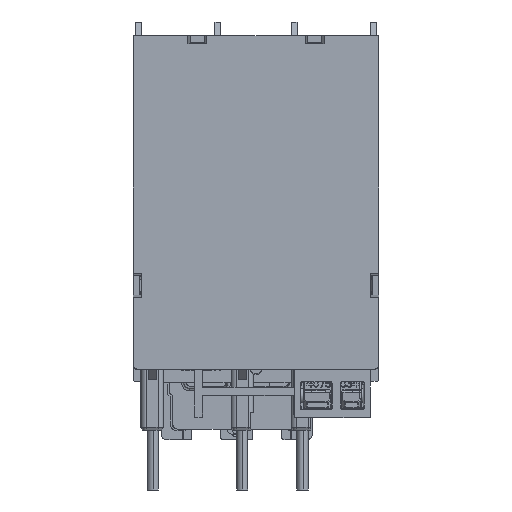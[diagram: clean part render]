
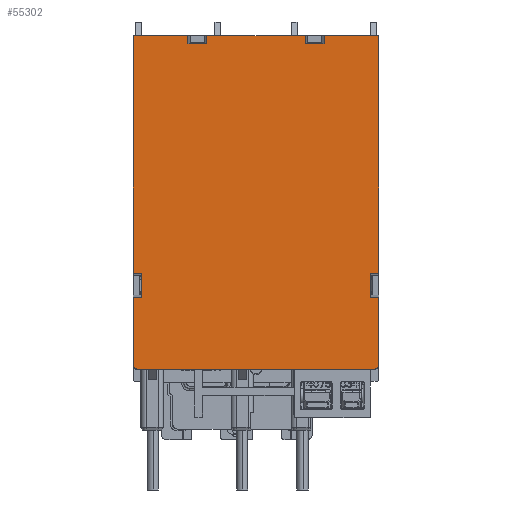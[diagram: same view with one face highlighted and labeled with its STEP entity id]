
A CAD part, front view. The second image highlights one B-rep face of the part: STEP entity #55302.
In plain terms, the highlighted planar face has unit normal (0, -1, 0).
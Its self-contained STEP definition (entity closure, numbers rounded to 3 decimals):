
#49585=DIRECTION('',(1.,0.,0.));
#49586=VECTOR('',#49585,1.461);
#49587=CARTESIAN_POINT('',(-22.361,0.,-47.695));
#49588=LINE('',#49587,#49586);
#49589=DIRECTION('',(0.,0.,-1.));
#49590=VECTOR('',#49589,4.39);
#49591=CARTESIAN_POINT('',(-20.9,0.,-43.305));
#49592=LINE('',#49591,#49590);
#49593=DIRECTION('',(1.,0.,0.));
#49594=VECTOR('',#49593,1.461);
#49595=CARTESIAN_POINT('',(-22.361,0.,-43.305));
#49596=LINE('',#49595,#49594);
#49597=DIRECTION('',(0.,0.,1.));
#49598=VECTOR('',#49597,43.305);
#49599=CARTESIAN_POINT('',(-22.361,0.,-43.305));
#49600=LINE('',#49599,#49598);
#49601=DIRECTION('',(1.,0.,0.));
#49602=VECTOR('',#49601,9.957);
#49603=CARTESIAN_POINT('',(-22.361,0.,0.));
#49604=LINE('',#49603,#49602);
#49605=DIRECTION('',(0.,0.,-1.));
#49606=VECTOR('',#49605,1.5);
#49607=CARTESIAN_POINT('',(-12.404,0.,0.));
#49608=LINE('',#49607,#49606);
#49609=DIRECTION('',(-1.,0.,0.));
#49610=VECTOR('',#49609,3.407);
#49611=CARTESIAN_POINT('',(-8.996,0.,-1.5));
#49612=LINE('',#49611,#49610);
#49613=DIRECTION('',(0.,0.,-1.));
#49614=VECTOR('',#49613,1.5);
#49615=CARTESIAN_POINT('',(-8.996,0.,0.));
#49616=LINE('',#49615,#49614);
#49617=DIRECTION('',(1.,0.,0.));
#49618=VECTOR('',#49617,17.993);
#49619=CARTESIAN_POINT('',(-8.996,0.,0.));
#49620=LINE('',#49619,#49618);
#49621=DIRECTION('',(0.,0.,-1.));
#49622=VECTOR('',#49621,1.5);
#49623=CARTESIAN_POINT('',(8.996,0.,0.));
#49624=LINE('',#49623,#49622);
#49625=DIRECTION('',(-1.,0.,0.));
#49626=VECTOR('',#49625,3.407);
#49627=CARTESIAN_POINT('',(12.404,0.,-1.5));
#49628=LINE('',#49627,#49626);
#49629=DIRECTION('',(0.,0.,-1.));
#49630=VECTOR('',#49629,1.5);
#49631=CARTESIAN_POINT('',(12.404,0.,0.));
#49632=LINE('',#49631,#49630);
#49633=DIRECTION('',(1.,0.,0.));
#49634=VECTOR('',#49633,9.957);
#49635=CARTESIAN_POINT('',(12.404,0.,0.));
#49636=LINE('',#49635,#49634);
#49637=DIRECTION('',(0.,0.,-1.));
#49638=VECTOR('',#49637,43.305);
#49639=CARTESIAN_POINT('',(22.361,0.,0.));
#49640=LINE('',#49639,#49638);
#49641=DIRECTION('',(-1.,0.,0.));
#49642=VECTOR('',#49641,1.461);
#49643=CARTESIAN_POINT('',(22.361,0.,-43.305));
#49644=LINE('',#49643,#49642);
#49645=DIRECTION('',(0.,0.,-1.));
#49646=VECTOR('',#49645,4.39);
#49647=CARTESIAN_POINT('',(20.9,0.,-43.305));
#49648=LINE('',#49647,#49646);
#49649=DIRECTION('',(-1.,0.,0.));
#49650=VECTOR('',#49649,1.461);
#49651=CARTESIAN_POINT('',(22.361,0.,-47.695));
#49652=LINE('',#49651,#49650);
#49653=DIRECTION('',(0.,0.,-1.));
#49654=VECTOR('',#49653,12.316);
#49655=CARTESIAN_POINT('',(22.361,0.,-47.695));
#49656=LINE('',#49655,#49654);
#49674=CARTESIAN_POINT('',(21.561,0.,-60.811));
#49675=CARTESIAN_POINT('',(21.594,0.,-60.811));
#49676=CARTESIAN_POINT('',(21.657,0.,-60.807));
#49677=CARTESIAN_POINT('',(21.77,0.,-60.786));
#49678=CARTESIAN_POINT('',(21.893,0.,-60.743));
#49679=CARTESIAN_POINT('',(22.021,0.,-60.671));
#49680=CARTESIAN_POINT('',(22.129,0.,-60.579));
#49681=CARTESIAN_POINT('',(22.221,0.,-60.471));
#49682=CARTESIAN_POINT('',(22.293,0.,-60.343));
#49683=CARTESIAN_POINT('',(22.336,0.,-60.22));
#49684=CARTESIAN_POINT('',(22.357,0.,-60.107));
#49685=CARTESIAN_POINT('',(22.361,0.,-60.044));
#49686=CARTESIAN_POINT('',(22.361,0.,-60.011));
#50320=DIRECTION('',(0.,0.,-1.));
#50321=VECTOR('',#50320,12.316);
#50322=CARTESIAN_POINT('',(-22.361,0.,-47.695));
#50323=LINE('',#50322,#50321);
#52099=CARTESIAN_POINT('',(-22.361,0.,-60.011));
#52100=CARTESIAN_POINT('',(-22.361,0.,-60.044));
#52101=CARTESIAN_POINT('',(-22.357,0.,-60.107));
#52102=CARTESIAN_POINT('',(-22.336,0.,-60.22));
#52103=CARTESIAN_POINT('',(-22.293,0.,-60.343));
#52104=CARTESIAN_POINT('',(-22.221,0.,-60.471));
#52105=CARTESIAN_POINT('',(-22.129,0.,-60.579));
#52106=CARTESIAN_POINT('',(-22.021,0.,-60.671));
#52107=CARTESIAN_POINT('',(-21.893,0.,-60.743));
#52108=CARTESIAN_POINT('',(-21.77,0.,-60.786));
#52109=CARTESIAN_POINT('',(-21.657,0.,-60.807));
#52110=CARTESIAN_POINT('',(-21.594,0.,-60.811));
#52111=CARTESIAN_POINT('',(-21.561,0.,-60.811));
#52129=DIRECTION('',(-1.,0.,0.));
#52130=VECTOR('',#52129,43.122);
#52131=CARTESIAN_POINT('',(21.561,0.,-60.811));
#52132=LINE('',#52131,#52130);
#54590=CARTESIAN_POINT('',(20.9,0.,-43.305));
#54591=CARTESIAN_POINT('',(20.9,0.,-47.695));
#54592=VERTEX_POINT('',#54590);
#54593=VERTEX_POINT('',#54591);
#54598=CARTESIAN_POINT('',(-20.9,0.,-43.305));
#54599=CARTESIAN_POINT('',(-20.9,0.,-47.695));
#54600=VERTEX_POINT('',#54598);
#54601=VERTEX_POINT('',#54599);
#54631=CARTESIAN_POINT('',(-8.996,0.,0.));
#54633=VERTEX_POINT('',#54631);
#54635=CARTESIAN_POINT('',(-12.404,0.,0.));
#54637=VERTEX_POINT('',#54635);
#54639=CARTESIAN_POINT('',(12.404,0.,0.));
#54641=VERTEX_POINT('',#54639);
#54643=CARTESIAN_POINT('',(8.996,0.,0.));
#54645=VERTEX_POINT('',#54643);
#54658=CARTESIAN_POINT('',(-8.996,0.,-1.5));
#54659=VERTEX_POINT('',#54658);
#54660=CARTESIAN_POINT('',(-12.404,0.,-1.5));
#54661=VERTEX_POINT('',#54660);
#54662=CARTESIAN_POINT('',(12.404,0.,-1.5));
#54663=VERTEX_POINT('',#54662);
#54664=CARTESIAN_POINT('',(8.996,0.,-1.5));
#54665=VERTEX_POINT('',#54664);
#54786=CARTESIAN_POINT('',(22.361,0.,-43.305));
#54788=VERTEX_POINT('',#54786);
#54790=CARTESIAN_POINT('',(22.361,0.,-47.695));
#54792=VERTEX_POINT('',#54790);
#54794=CARTESIAN_POINT('',(-22.361,0.,-43.305));
#54796=VERTEX_POINT('',#54794);
#54798=CARTESIAN_POINT('',(-22.361,0.,-47.695));
#54800=VERTEX_POINT('',#54798);
#54936=CARTESIAN_POINT('',(22.361,0.,-60.011));
#54938=VERTEX_POINT('',#54936);
#54940=CARTESIAN_POINT('',(21.561,0.,-60.811));
#54942=VERTEX_POINT('',#54940);
#54944=CARTESIAN_POINT('',(-21.561,0.,-60.811));
#54946=VERTEX_POINT('',#54944);
#54948=CARTESIAN_POINT('',(-22.361,0.,-60.011));
#54950=VERTEX_POINT('',#54948);
#55028=CARTESIAN_POINT('',(-22.361,0.,0.));
#55030=VERTEX_POINT('',#55028);
#55032=CARTESIAN_POINT('',(22.361,0.,0.));
#55034=VERTEX_POINT('',#55032);
#55251=CARTESIAN_POINT('',(0.,0.,0.));
#55252=DIRECTION('',(0.,1.,0.));
#55253=DIRECTION('',(1.,0.,0.));
#55254=AXIS2_PLACEMENT_3D('',#55251,#55252,#55253);
#55255=PLANE('',#55254);
#55257=ORIENTED_EDGE('',*,*,#55256,.F.);
#55259=ORIENTED_EDGE('',*,*,#55258,.T.);
#55261=ORIENTED_EDGE('',*,*,#55260,.F.);
#55263=ORIENTED_EDGE('',*,*,#55262,.F.);
#55265=ORIENTED_EDGE('',*,*,#55264,.T.);
#55267=ORIENTED_EDGE('',*,*,#55266,.F.);
#55269=ORIENTED_EDGE('',*,*,#55268,.F.);
#55271=ORIENTED_EDGE('',*,*,#55270,.T.);
#55273=ORIENTED_EDGE('',*,*,#55272,.T.);
#55275=ORIENTED_EDGE('',*,*,#55274,.T.);
#55277=ORIENTED_EDGE('',*,*,#55276,.F.);
#55279=ORIENTED_EDGE('',*,*,#55278,.F.);
#55281=ORIENTED_EDGE('',*,*,#55280,.T.);
#55283=ORIENTED_EDGE('',*,*,#55282,.T.);
#55285=ORIENTED_EDGE('',*,*,#55284,.F.);
#55287=ORIENTED_EDGE('',*,*,#55286,.F.);
#55289=ORIENTED_EDGE('',*,*,#55288,.T.);
#55291=ORIENTED_EDGE('',*,*,#55290,.T.);
#55293=ORIENTED_EDGE('',*,*,#55292,.T.);
#55295=ORIENTED_EDGE('',*,*,#55294,.T.);
#55297=ORIENTED_EDGE('',*,*,#55296,.F.);
#55299=ORIENTED_EDGE('',*,*,#55298,.T.);
#55300=EDGE_LOOP('',(#55257,#55259,#55261,#55263,#55265,#55267,#55269,#55271,
#55273,#55275,#55277,#55279,#55281,#55283,#55285,#55287,#55289,#55291,#55293,
#55295,#55297,#55299));
#55301=FACE_OUTER_BOUND('',#55300,.F.);
#55302=ADVANCED_FACE('',(#55301),#55255,.F.);
#49687=B_SPLINE_CURVE_WITH_KNOTS('',3,(#49674,#49675,#49676,#49677,#49678,
#49679,#49680,#49681,#49682,#49683,#49684,#49685,#49686),.UNSPECIFIED.,.F.,.F.,(
4,1,1,1,1,1,1,1,1,1,4),(0.,0.063,0.125,0.25,0.375,0.5,0.625,
0.75,0.875,0.938,1.),.UNSPECIFIED.);
#52112=B_SPLINE_CURVE_WITH_KNOTS('',3,(#52099,#52100,#52101,#52102,#52103,
#52104,#52105,#52106,#52107,#52108,#52109,#52110,#52111),.UNSPECIFIED.,.F.,.F.,(
4,1,1,1,1,1,1,1,1,1,4),(0.,0.063,0.125,0.25,0.375,0.5,0.625,
0.75,0.875,0.938,1.),.UNSPECIFIED.);
#55256=EDGE_CURVE('',#54942,#54938,#49687,.T.);
#55258=EDGE_CURVE('',#54942,#54946,#52132,.T.);
#55260=EDGE_CURVE('',#54950,#54946,#52112,.T.);
#55262=EDGE_CURVE('',#54800,#54950,#50323,.T.);
#55264=EDGE_CURVE('',#54800,#54601,#49588,.T.);
#55266=EDGE_CURVE('',#54600,#54601,#49592,.T.);
#55268=EDGE_CURVE('',#54796,#54600,#49596,.T.);
#55270=EDGE_CURVE('',#54796,#55030,#49600,.T.);
#55272=EDGE_CURVE('',#55030,#54637,#49604,.T.);
#55274=EDGE_CURVE('',#54637,#54661,#49608,.T.);
#55276=EDGE_CURVE('',#54659,#54661,#49612,.T.);
#55278=EDGE_CURVE('',#54633,#54659,#49616,.T.);
#55280=EDGE_CURVE('',#54633,#54645,#49620,.T.);
#55282=EDGE_CURVE('',#54645,#54665,#49624,.T.);
#55284=EDGE_CURVE('',#54663,#54665,#49628,.T.);
#55286=EDGE_CURVE('',#54641,#54663,#49632,.T.);
#55288=EDGE_CURVE('',#54641,#55034,#49636,.T.);
#55290=EDGE_CURVE('',#55034,#54788,#49640,.T.);
#55292=EDGE_CURVE('',#54788,#54592,#49644,.T.);
#55294=EDGE_CURVE('',#54592,#54593,#49648,.T.);
#55296=EDGE_CURVE('',#54792,#54593,#49652,.T.);
#55298=EDGE_CURVE('',#54792,#54938,#49656,.T.);
